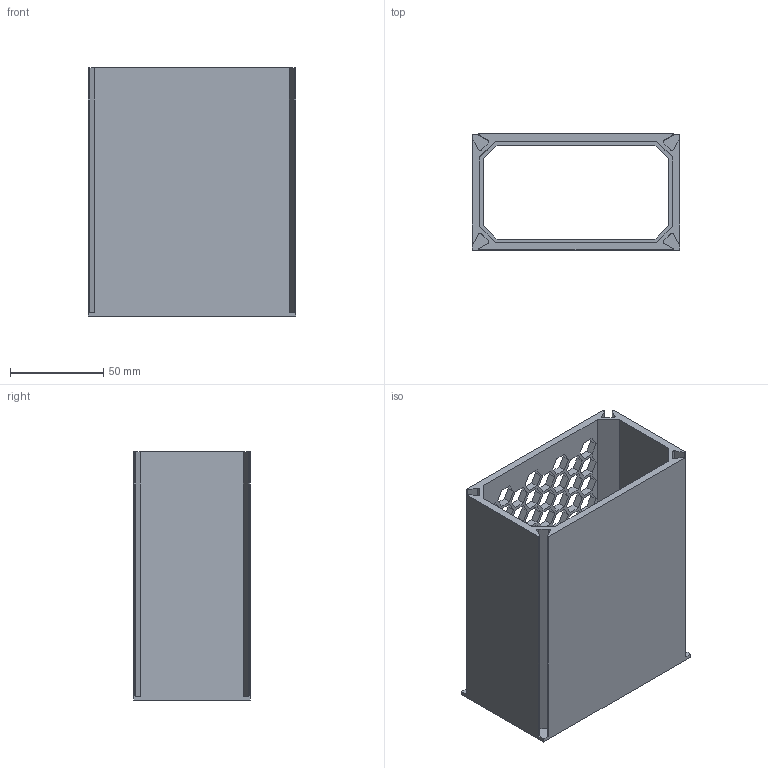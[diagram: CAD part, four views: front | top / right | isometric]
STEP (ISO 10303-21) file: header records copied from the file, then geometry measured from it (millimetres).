
FILE_DESCRIPTION(/* description */ ('STEP AP242','CAx-IF Rec.Pracs.---Representation and Presentation of Product Manufacturing Information (PMI)---4.0---2014-10-13','CAx-IF Rec.Pracs.---3D Tessellated Geometry---0.4---2014-09-14','2;1'),/* implementation_level */ '2;1');
FILE_NAME(/* name */ '647a4358034fd51ae24e2484',/* time_stamp */ '2023-06-02T19:30:33Z',/* author */ (''),/* organization */ (''),/* preprocessor_version */ 'ST-DEVELOPER v19.4',/* originating_system */ ' ',/* authorisation */ ' ');
FILE_SCHEMA (('AP242_MANAGED_MODEL_BASED_3D_ENGINEERING_MIM_LF { 1 0 10303 442 1 1 4 }'));
Length unit declared in the file: metre
Products named in the file (1): Modular Gridfinity Drawer Shell 2x3 hex one side
Bounding box: 111.29 x 62.3 x 133 mm (x, y, z)
Volume: 144462.1 mm3; surface area: 93793 mm2
Topology: 1 solids, 1 shells, 497 faces, 1482 edges, 988 vertices
Faces by surface type: plane 481, cylinder 16
Entity records: 16682 total; most frequent: CARTESIAN_POINT 2968, ORIENTED_EDGE 2964, DIRECTION 2510, EDGE_CURVE 1482, LINE 1450, VECTOR 1450, VERTEX_POINT 988, EDGE_LOOP 644
